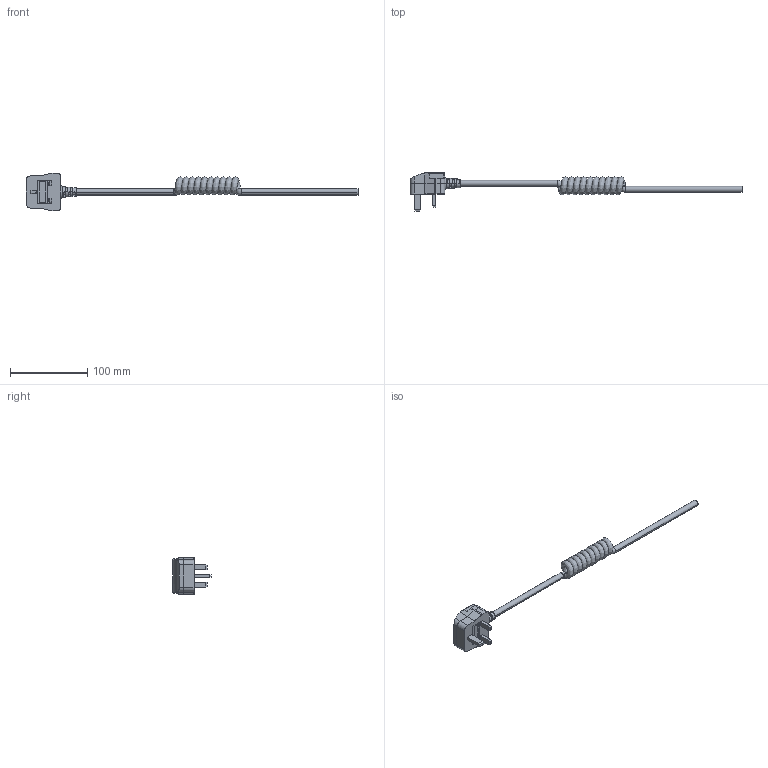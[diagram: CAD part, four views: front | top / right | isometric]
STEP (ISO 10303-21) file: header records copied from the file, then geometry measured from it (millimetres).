
FILE_DESCRIPTION (( 'STEP AP214' ), '1' );
FILE_NAME ('PCH24CZ8-BLK-02F_3D.step', '2025-03-03T22:51:11', ( '' ), ( '' ), 'SwSTEP 2.0', 'SolidWorks 2022', '' );
FILE_SCHEMA (( 'AUTOMOTIVE_DESIGN' ));
Length unit declared in the file: inch
Products named in the file (6): TN3349PS-BS 1363_A-MA2; BS1363 PLUG; COILED POWER CORD 18AWG 3C SJT; PCH24CZ8-BLK-02F_3D; TN3349PS-BS 1363_A-MA3; BS1363-MA1
Assembly tree (5 placements, depth 3):
  PCH24CZ8-BLK-02F_3D
    BS1363 PLUG
      BS1363-MA1
      TN3349PS-BS 1363_A-MA3
      TN3349PS-BS 1363_A-MA2
    COILED POWER CORD 18AWG 3C SJT
Bounding box: 429.01 x 49.73 x 49 mm (x, y, z)
Volume: 91192.3 mm3; surface area: 33557.6 mm2
Topology: 4 solids, 4 shells, 244 faces, 608 edges, 383 vertices
Faces by surface type: plane 159, cylinder 61, torus 19, cone 2, sphere 2, bspline 1
Entity records: 12598 total; most frequent: CARTESIAN_POINT 4683, ORIENTED_EDGE 1206, DIRECTION 1181, EDGE_CURVE 603, AXIS2_PLACEMENT_3D 400, VERTEX_POINT 384, LINE 381, VECTOR 381
